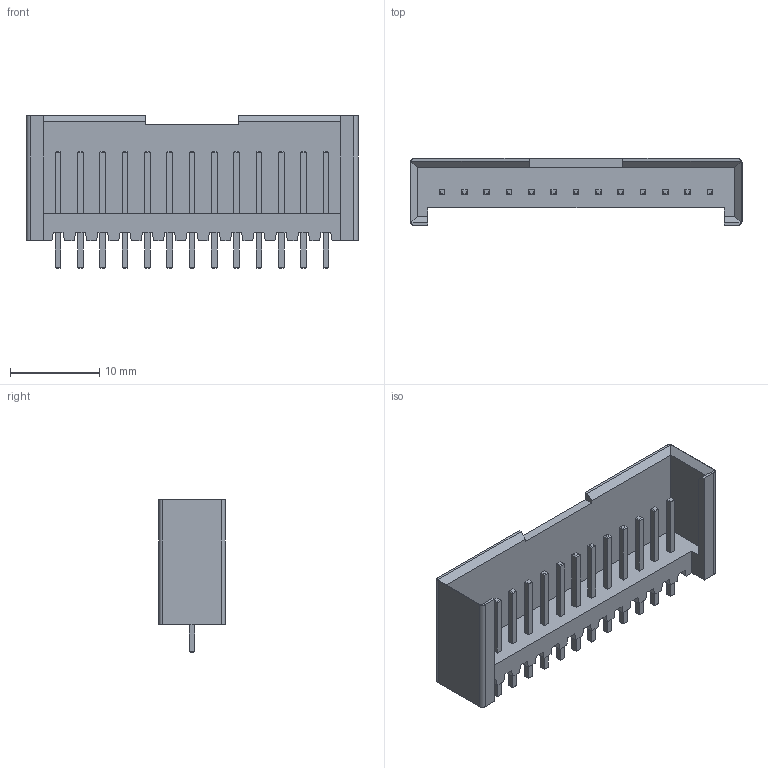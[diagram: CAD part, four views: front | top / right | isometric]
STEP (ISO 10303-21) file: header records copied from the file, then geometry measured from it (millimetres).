
FILE_DESCRIPTION(/* description */ ('model of Stocko_MKS_1663-6-0-1313_1x13_P2.50mm_Vertical'),/* implementation_level */ '2;1');
FILE_NAME(/* name */ 'Stocko_MKS_1663-6-0-1313_1x13_P2.50mm_Vertical.step',/* time_stamp */ '2019-03-20T23:35:42',/* author */ ('kicad StepUp','ksu'),/* organization */ ('FreeCAD'),/* preprocessor_version */ 'OCC',/* originating_system */ 'kicad StepUp',/* authorisation */ '');
FILE_SCHEMA(('AUTOMOTIVE_DESIGN { 1 0 10303 214 1 1 1 1 }'));
Length unit declared in the file: millimetre
Products named in the file (1): Stocko_MKS_1663
Bounding box: 37.2 x 7.5 x 17.1 mm (x, y, z)
Volume: 1142.2 mm3; surface area: 2278.7 mm2
Topology: 1 solids, 1 shells, 316 faces, 756 edges, 468 vertices
Faces by surface type: plane 312, cylinder 4
Entity records: 20541 total; most frequent: CARTESIAN_POINT 3407, DIRECTION 2566, LINE 1910, VECTOR 1910, ORIENTED_EDGE 1512, PCURVE 1512, DEFINITIONAL_REPRESENTATION 1512, EDGE_CURVE 756
